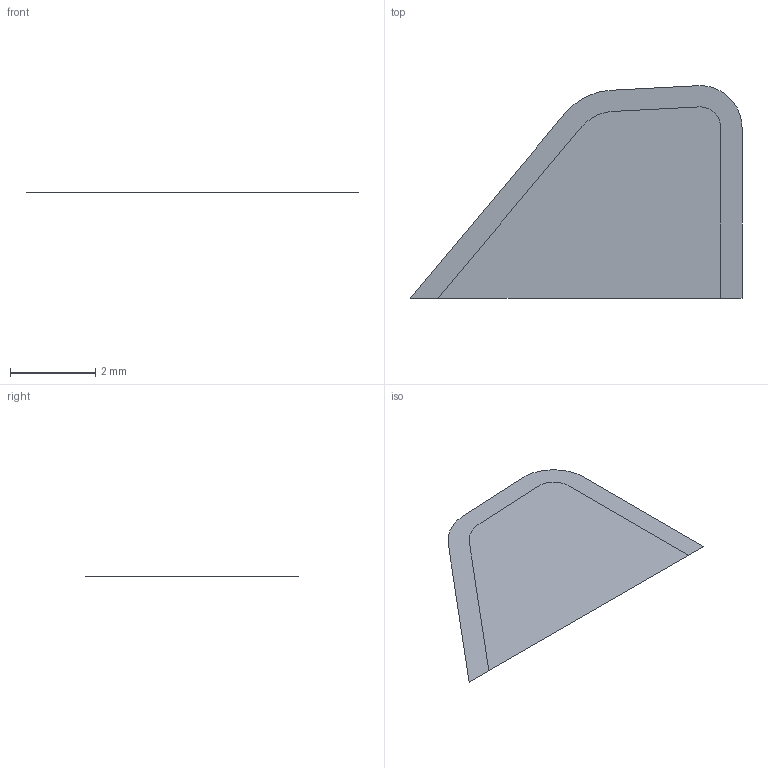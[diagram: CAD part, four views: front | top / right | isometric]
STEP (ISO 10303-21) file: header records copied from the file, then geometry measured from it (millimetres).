
FILE_DESCRIPTION (( 'STEP AP214' ), '1' );
FILE_NAME ('M5_CB_GA3.STEP', '2022-06-04T15:13:56', ( '' ), ( '' ), 'SwSTEP 2.0', 'SolidWorks 2020', '' );
FILE_SCHEMA (( 'AUTOMOTIVE_DESIGN' ));
Length unit declared in the file: centimetre
Products named in the file (1): M5_CB_GA3
Bounding box: 7.81 x 5 x 0 mm (x, y, z)
Surface area: 28.1 mm2 (no closed solid volume)
Topology: 0 solids, 1 shells, 2 faces, 13 edges, 12 vertices
Faces by surface type: plane 2
Entity records: 158 total; most frequent: CARTESIAN_POINT 28, DIRECTION 23, ORIENTED_EDGE 18, EDGE_CURVE 13, VERTEX_POINT 12, LINE 9, VECTOR 9, AXIS2_PLACEMENT_3D 7
